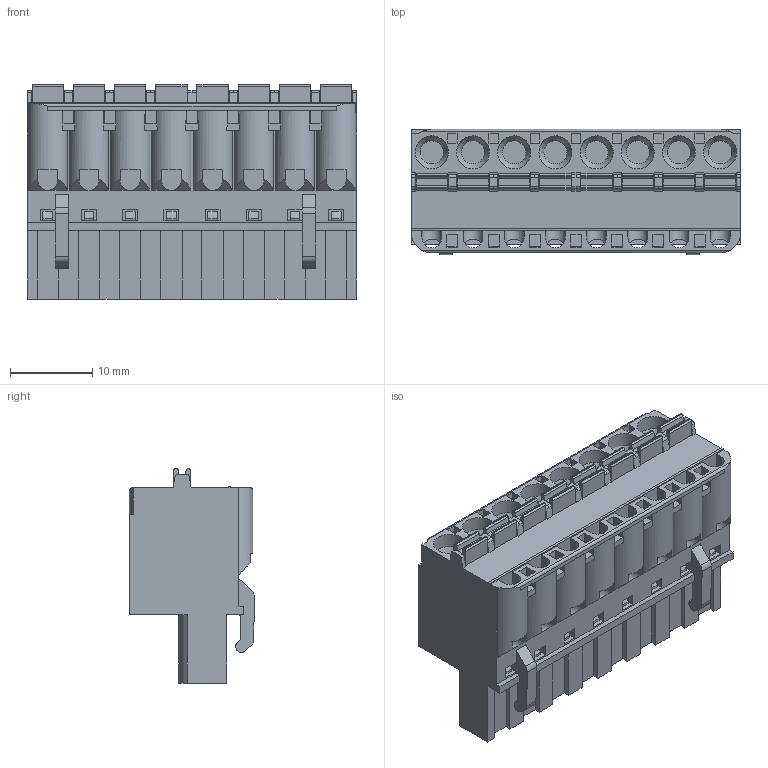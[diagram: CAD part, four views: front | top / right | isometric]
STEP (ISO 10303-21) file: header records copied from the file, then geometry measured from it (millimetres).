
FILE_DESCRIPTION(('STEP AP214'),'1');
FILE_NAME('SHM08-5.stp','2021-03-04T15:45:14',(' '),(' '),'Spatial InterOp 3D',' ',' ');
FILE_SCHEMA(('automotive_design'));
Length unit declared in the file: metre
Products named in the file (1): 1
Bounding box: 40 x 15.2 x 26 mm (x, y, z)
Volume: 9731.3 mm3; surface area: 5345.2 mm2
Topology: 1 solids, 1 shells, 696 faces, 1944 edges, 1271 vertices
Faces by surface type: plane 553, cylinder 126, cone 16, extrusion 1
Full cylindrical faces by diameter (mm): 4 x8
Entity records: 27564 total; most frequent: CARTESIAN_POINT 3955, ORIENTED_EDGE 3814, DIRECTION 3609, EDGE_CURVE 1907, VECTOR 1521, LINE 1520, VERTEX_POINT 1258, AXIS2_PLACEMENT_3D 1044
